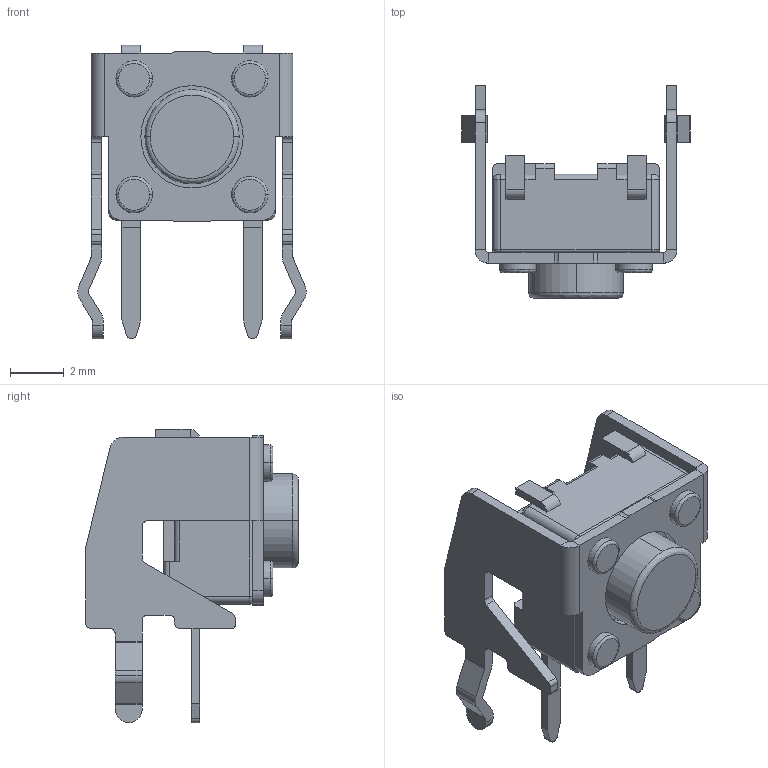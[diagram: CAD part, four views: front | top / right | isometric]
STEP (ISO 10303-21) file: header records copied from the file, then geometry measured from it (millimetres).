
FILE_DESCRIPTION(('FreeCAD Model'),'2;1');
FILE_NAME('Open CASCADE Shape Model','2025-01-22T17:06:46',('Author'),( ''),'Open CASCADE STEP processor 7.6','FreeCAD','Unknown');
FILE_SCHEMA(('AUTOMOTIVE_DESIGN { 1 0 10303 214 1 1 1 1 }'));
Length unit declared in the file: millimetre
Products named in the file (1): skhhlna010
Bounding box: 8.5 x 7.9 x 10.9 mm (x, y, z)
Volume: 174.6 mm3; surface area: 409.8 mm2
Topology: 1 solids, 5 shells, 299 faces, 782 edges, 502 vertices
Faces by surface type: plane 147, cylinder 134, bspline 18
Entity records: 10400 total; most frequent: CARTESIAN_POINT 1908, DIRECTION 1606, ORIENTED_EDGE 1564, EDGE_CURVE 782, AXIS2_PLACEMENT_3D 560, VERTEX_POINT 502, LINE 486, VECTOR 486
